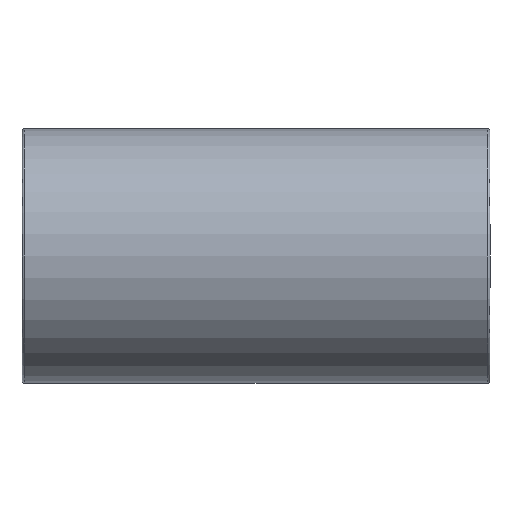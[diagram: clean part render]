
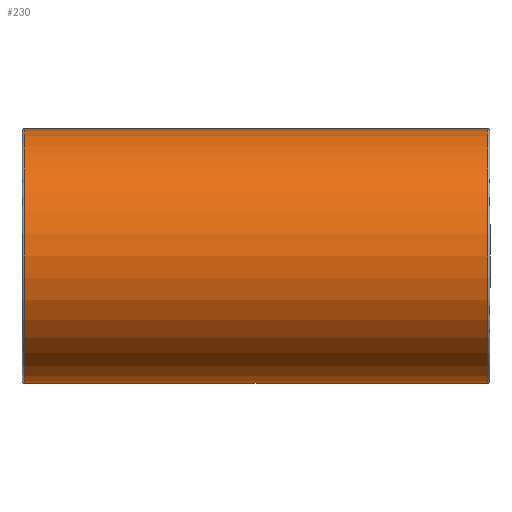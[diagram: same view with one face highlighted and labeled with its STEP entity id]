
A CAD part, front view. The second image highlights one B-rep face of the part: STEP entity #230.
In plain terms, the highlighted cylindrical face has radius 81 mm (diameter 162 mm), a full revolution.
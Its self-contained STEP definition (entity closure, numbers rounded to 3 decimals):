
#15=ELLIPSE('',#253,114.551,81.);
#16=ELLIPSE('',#254,114.551,81.);
#21=CYLINDRICAL_SURFACE('',#259,81.);
#38=FACE_BOUND('',#85,.T.);
#39=FACE_BOUND('',#86,.T.);
#59=FACE_OUTER_BOUND('',#84,.T.);
#84=EDGE_LOOP('',(#187));
#85=EDGE_LOOP('',(#188,#189));
#86=EDGE_LOOP('',(#190));
#118=CIRCLE('',#260,81.);
#119=CIRCLE('',#261,81.);
#134=VERTEX_POINT('',#383);
#135=VERTEX_POINT('',#384);
#138=VERTEX_POINT('',#394);
#139=VERTEX_POINT('',#396);
#156=EDGE_CURVE('',#134,#135,#15,.T.);
#157=EDGE_CURVE('',#135,#134,#16,.T.);
#160=EDGE_CURVE('',#138,#138,#118,.T.);
#161=EDGE_CURVE('',#139,#139,#119,.T.);
#187=ORIENTED_EDGE('',*,*,#160,.F.);
#188=ORIENTED_EDGE('',*,*,#156,.T.);
#189=ORIENTED_EDGE('',*,*,#157,.T.);
#190=ORIENTED_EDGE('',*,*,#161,.F.);
#230=ADVANCED_FACE('',(#59,#38,#39),#21,.T.);
#253=AXIS2_PLACEMENT_3D('',#385,#304,#305);
#254=AXIS2_PLACEMENT_3D('',#386,#306,#307);
#259=AXIS2_PLACEMENT_3D('',#393,#316,#317);
#260=AXIS2_PLACEMENT_3D('',#395,#318,#319);
#261=AXIS2_PLACEMENT_3D('',#397,#320,#321);
#304=DIRECTION('center_axis',(0.707,-0.707,0.));
#305=DIRECTION('ref_axis',(-0.707,-0.707,0.));
#306=DIRECTION('center_axis',(-0.707,-0.707,0.));
#307=DIRECTION('ref_axis',(-0.707,0.707,0.));
#316=DIRECTION('center_axis',(1.,0.,0.));
#317=DIRECTION('ref_axis',(0.,1.,0.));
#318=DIRECTION('center_axis',(-1.,0.,0.));
#319=DIRECTION('ref_axis',(0.,-1.,0.));
#320=DIRECTION('center_axis',(1.,0.,0.));
#321=DIRECTION('ref_axis',(0.,-1.,0.));
#383=CARTESIAN_POINT('',(0.,0.,-81.));
#384=CARTESIAN_POINT('',(0.,0.,81.));
#385=CARTESIAN_POINT('Origin',(0.,0.,0.));
#386=CARTESIAN_POINT('Origin',(0.,0.,0.));
#393=CARTESIAN_POINT('Origin',(0.,0.,
0.));
#394=CARTESIAN_POINT('',(-147.6,81.,0.));
#395=CARTESIAN_POINT('Origin',(-147.6,0.,0.));
#396=CARTESIAN_POINT('',(147.6,81.,0.));
#397=CARTESIAN_POINT('Origin',(147.6,0.,0.));
